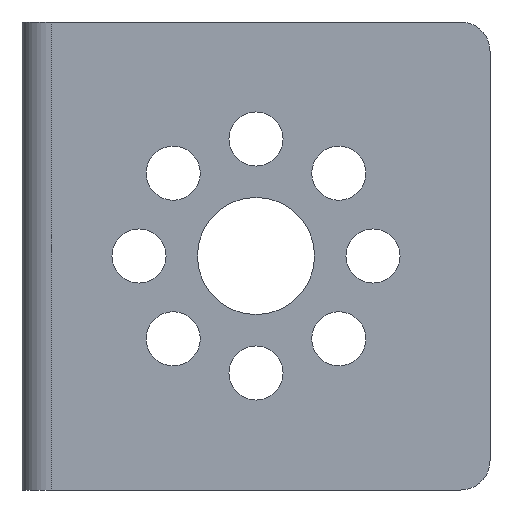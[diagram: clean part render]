
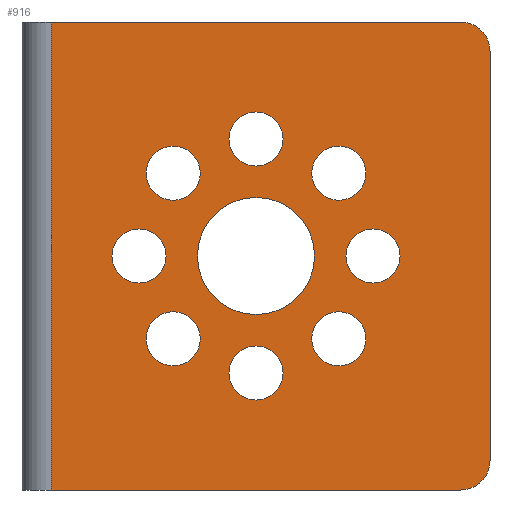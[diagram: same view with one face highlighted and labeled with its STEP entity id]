
A CAD part, left-side view. The second image highlights one B-rep face of the part: STEP entity #916.
In plain terms, the highlighted planar face has unit normal (-1, 0, 0).
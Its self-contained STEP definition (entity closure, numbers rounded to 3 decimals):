
#51=FACE_BOUND('',#192,.T.);
#52=FACE_BOUND('',#193,.T.);
#53=FACE_BOUND('',#194,.T.);
#54=FACE_BOUND('',#195,.T.);
#55=FACE_BOUND('',#196,.T.);
#56=FACE_BOUND('',#197,.T.);
#57=FACE_BOUND('',#198,.T.);
#58=FACE_BOUND('',#199,.T.);
#59=FACE_BOUND('',#200,.T.);
#75=PLANE('',#1033);
#112=FACE_OUTER_BOUND('',#191,.T.);
#191=EDGE_LOOP('',(#778,#779,#780,#781,#782,#783));
#192=EDGE_LOOP('',(#784));
#193=EDGE_LOOP('',(#785));
#194=EDGE_LOOP('',(#786));
#195=EDGE_LOOP('',(#787));
#196=EDGE_LOOP('',(#788));
#197=EDGE_LOOP('',(#789));
#198=EDGE_LOOP('',(#790));
#199=EDGE_LOOP('',(#791));
#200=EDGE_LOOP('',(#792));
#262=LINE('',#1537,#319);
#265=LINE('',#1543,#322);
#266=LINE('',#1548,#323);
#267=LINE('',#1549,#324);
#319=VECTOR('',#1280,1000.);
#322=VECTOR('',#1285,1000.);
#323=VECTOR('',#1290,1000.);
#324=VECTOR('',#1291,1000.);
#335=CIRCLE('',#944,1.85);
#339=CIRCLE('',#950,1.85);
#343=CIRCLE('',#956,1.85);
#347=CIRCLE('',#962,1.85);
#351=CIRCLE('',#968,1.85);
#355=CIRCLE('',#974,1.85);
#359=CIRCLE('',#980,1.85);
#363=CIRCLE('',#986,1.85);
#367=CIRCLE('',#992,4.);
#393=CIRCLE('',#1034,2.);
#394=CIRCLE('',#1035,2.);
#401=VERTEX_POINT('',#1334);
#405=VERTEX_POINT('',#1346);
#409=VERTEX_POINT('',#1358);
#413=VERTEX_POINT('',#1370);
#417=VERTEX_POINT('',#1382);
#421=VERTEX_POINT('',#1394);
#425=VERTEX_POINT('',#1406);
#429=VERTEX_POINT('',#1418);
#433=VERTEX_POINT('',#1430);
#471=VERTEX_POINT('',#1535);
#472=VERTEX_POINT('',#1536);
#473=VERTEX_POINT('',#1541);
#474=VERTEX_POINT('',#1542);
#475=VERTEX_POINT('',#1545);
#476=VERTEX_POINT('',#1547);
#484=EDGE_CURVE('',#401,#401,#335,.T.);
#490=EDGE_CURVE('',#405,#405,#339,.T.);
#496=EDGE_CURVE('',#409,#409,#343,.T.);
#502=EDGE_CURVE('',#413,#413,#347,.T.);
#508=EDGE_CURVE('',#417,#417,#351,.T.);
#514=EDGE_CURVE('',#421,#421,#355,.T.);
#520=EDGE_CURVE('',#425,#425,#359,.T.);
#526=EDGE_CURVE('',#429,#429,#363,.T.);
#532=EDGE_CURVE('',#433,#433,#367,.T.);
#584=EDGE_CURVE('',#471,#472,#262,.T.);
#587=EDGE_CURVE('',#473,#474,#265,.T.);
#588=EDGE_CURVE('',#474,#471,#393,.T.);
#589=EDGE_CURVE('',#472,#475,#394,.T.);
#590=EDGE_CURVE('',#476,#475,#266,.T.);
#591=EDGE_CURVE('',#476,#473,#267,.T.);
#778=ORIENTED_EDGE('',*,*,#587,.T.);
#779=ORIENTED_EDGE('',*,*,#588,.T.);
#780=ORIENTED_EDGE('',*,*,#584,.T.);
#781=ORIENTED_EDGE('',*,*,#589,.T.);
#782=ORIENTED_EDGE('',*,*,#590,.F.);
#783=ORIENTED_EDGE('',*,*,#591,.T.);
#784=ORIENTED_EDGE('',*,*,#484,.T.);
#785=ORIENTED_EDGE('',*,*,#490,.T.);
#786=ORIENTED_EDGE('',*,*,#496,.T.);
#787=ORIENTED_EDGE('',*,*,#502,.T.);
#788=ORIENTED_EDGE('',*,*,#508,.T.);
#789=ORIENTED_EDGE('',*,*,#514,.T.);
#790=ORIENTED_EDGE('',*,*,#520,.T.);
#791=ORIENTED_EDGE('',*,*,#526,.T.);
#792=ORIENTED_EDGE('',*,*,#532,.T.);
#916=ADVANCED_FACE('',(#112,#51,#52,#53,#54,#55,#56,#57,#58,#59),#75,.T.);
#944=AXIS2_PLACEMENT_3D('',#1335,#1060,#1061);
#950=AXIS2_PLACEMENT_3D('',#1347,#1074,#1075);
#956=AXIS2_PLACEMENT_3D('',#1359,#1088,#1089);
#962=AXIS2_PLACEMENT_3D('',#1371,#1102,#1103);
#968=AXIS2_PLACEMENT_3D('',#1383,#1116,#1117);
#974=AXIS2_PLACEMENT_3D('',#1395,#1130,#1131);
#980=AXIS2_PLACEMENT_3D('',#1407,#1144,#1145);
#986=AXIS2_PLACEMENT_3D('',#1419,#1158,#1159);
#992=AXIS2_PLACEMENT_3D('',#1431,#1172,#1173);
#1033=AXIS2_PLACEMENT_3D('',#1540,#1283,#1284);
#1034=AXIS2_PLACEMENT_3D('',#1544,#1286,#1287);
#1035=AXIS2_PLACEMENT_3D('',#1546,#1288,#1289);
#1060=DIRECTION('center_axis',(1.,0.,0.));
#1061=DIRECTION('ref_axis',(0.,1.,0.));
#1074=DIRECTION('center_axis',(1.,0.,0.));
#1075=DIRECTION('ref_axis',(0.,1.,0.));
#1088=DIRECTION('center_axis',(1.,0.,0.));
#1089=DIRECTION('ref_axis',(0.,1.,0.));
#1102=DIRECTION('center_axis',(1.,0.,0.));
#1103=DIRECTION('ref_axis',(0.,1.,0.));
#1116=DIRECTION('center_axis',(1.,0.,0.));
#1117=DIRECTION('ref_axis',(0.,1.,0.));
#1130=DIRECTION('center_axis',(1.,0.,0.));
#1131=DIRECTION('ref_axis',(0.,1.,0.));
#1144=DIRECTION('center_axis',(1.,0.,0.));
#1145=DIRECTION('ref_axis',(0.,1.,0.));
#1158=DIRECTION('center_axis',(1.,0.,0.));
#1159=DIRECTION('ref_axis',(0.,1.,0.));
#1172=DIRECTION('center_axis',(1.,0.,0.));
#1173=DIRECTION('ref_axis',(0.,1.,0.));
#1280=DIRECTION('',(0.,0.,1.));
#1283=DIRECTION('center_axis',(-1.,0.,0.));
#1284=DIRECTION('ref_axis',(0.,-1.,0.));
#1285=DIRECTION('',(0.,-1.,0.));
#1286=DIRECTION('center_axis',(-1.,0.,0.));
#1287=DIRECTION('ref_axis',(0.,-1.,0.));
#1288=DIRECTION('center_axis',(-1.,0.,0.));
#1289=DIRECTION('ref_axis',(0.,-1.,0.));
#1290=DIRECTION('',(0.,-1.,0.));
#1291=DIRECTION('',(0.,0.,-1.));
#1334=CARTESIAN_POINT('',(-16.,-7.51,-10.34));
#1335=CARTESIAN_POINT('Origin',(-16.,-5.66,-10.34));
#1346=CARTESIAN_POINT('',(-16.,-7.51,-21.66));
#1347=CARTESIAN_POINT('Origin',(-16.,-5.66,-21.66));
#1358=CARTESIAN_POINT('',(-16.,3.81,-21.66));
#1359=CARTESIAN_POINT('Origin',(-16.,5.66,-21.66));
#1370=CARTESIAN_POINT('',(-16.,3.81,-10.34));
#1371=CARTESIAN_POINT('Origin',(-16.,5.66,-10.34));
#1382=CARTESIAN_POINT('',(-16.,6.15,-16.));
#1383=CARTESIAN_POINT('Origin',(-16.,8.,-16.));
#1394=CARTESIAN_POINT('',(-16.,-9.85,-16.));
#1395=CARTESIAN_POINT('Origin',(-16.,-8.,-16.));
#1406=CARTESIAN_POINT('',(-16.,-1.85,-8.));
#1407=CARTESIAN_POINT('Origin',(-16.,0.,-8.));
#1418=CARTESIAN_POINT('',(-16.,-1.85,-24.));
#1419=CARTESIAN_POINT('Origin',(-16.,0.,-24.));
#1430=CARTESIAN_POINT('',(-16.,-4.,-16.));
#1431=CARTESIAN_POINT('Origin',(-16.,0.,-16.));
#1535=CARTESIAN_POINT('',(-16.,-16.,-30.));
#1536=CARTESIAN_POINT('',(-16.,-16.,-2.));
#1537=CARTESIAN_POINT('',(-16.,-16.,-32.));
#1540=CARTESIAN_POINT('Origin',(-16.,16.,-32.));
#1541=CARTESIAN_POINT('',(-16.,14.,-32.));
#1542=CARTESIAN_POINT('',(-16.,-14.,-32.));
#1543=CARTESIAN_POINT('',(-16.,16.,-32.));
#1544=CARTESIAN_POINT('Origin',(-16.,-14.,-30.));
#1545=CARTESIAN_POINT('',(-16.,-14.,0.));
#1546=CARTESIAN_POINT('Origin',(-16.,-14.,-2.));
#1547=CARTESIAN_POINT('',(-16.,14.,0.));
#1548=CARTESIAN_POINT('',(-16.,16.,0.));
#1549=CARTESIAN_POINT('',(-16.,14.,-32.));
